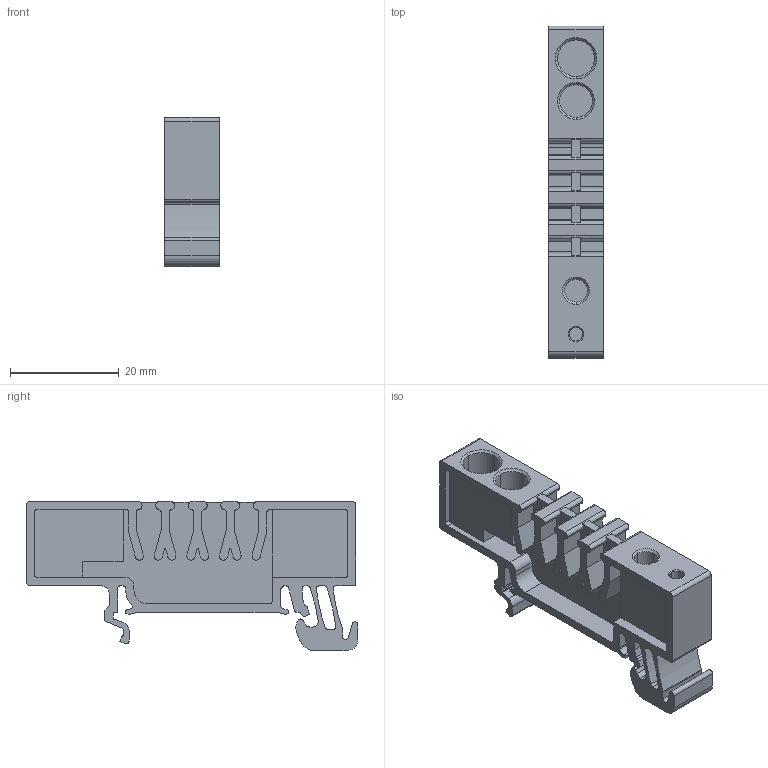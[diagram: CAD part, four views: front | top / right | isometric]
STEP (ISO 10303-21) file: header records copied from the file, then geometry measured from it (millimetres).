
FILE_DESCRIPTION(('CATIA V5 STEP Exchange','CAx-IF Rec.Pracs.--- Model Styling and Organization---1.4--- 2014-01-23'),'2;1');
FILE_NAME ('D1454365_1', '2022-05-10T05:02:03+00:00', ('none'), ('Weidmueller'), 'CATIA Version 5-6 Release 2016 SP3 HF44', 'CATIA V5 STEP AP214', 'none');
FILE_SCHEMA(('AUTOMOTIVE_DESIGN { 1 0 10303 214 1 1 1 1 }'));
Length unit declared in the file: millimetre
Products named in the file (1): 1678680000
Bounding box: 10 x 61.1 x 27.46 mm (x, y, z)
Volume: 6065.8 mm3; surface area: 7526.6 mm2
Topology: 1 solids, 1 shells, 325 faces, 949 edges, 630 vertices
Faces by surface type: cylinder 166, plane 151, cone 8
Entity records: 10660 total; most frequent: CARTESIAN_POINT 2069, ORIENTED_EDGE 1898, DIRECTION 1575, EDGE_CURVE 949, AXIS2_PLACEMENT_3D 666, VERTEX_POINT 630, VECTOR 593, LINE 593
